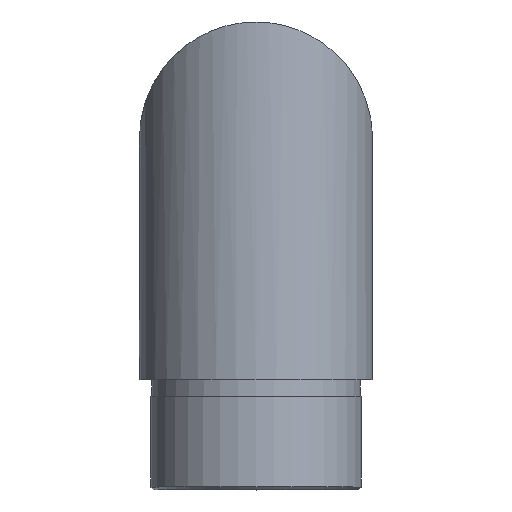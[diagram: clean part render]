
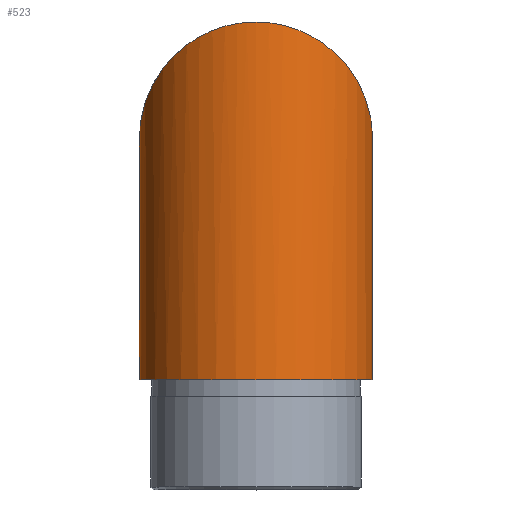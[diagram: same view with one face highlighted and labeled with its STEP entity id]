
A CAD part, top view. The second image highlights one B-rep face of the part: STEP entity #523.
In plain terms, the highlighted cylindrical face has radius 21.2 mm (diameter 42.4 mm), a full revolution.
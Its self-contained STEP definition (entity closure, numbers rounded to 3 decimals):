
#267 = AXIS2_PLACEMENT_3D ( 'NONE', #11111, #2546, #6288 ) ;
#523 = ADVANCED_FACE ( 'NONE', ( #4488, #3887 ), #11274, .T. ) ;
#1082 = VERTEX_POINT ( 'NONE', #10618 ) ;
#1604 = DIRECTION ( 'NONE',  ( 0., -1., 0. ) ) ;
#2462 = ORIENTED_EDGE ( 'NONE', *, *, #12074, .F. ) ;
#2546 = DIRECTION ( 'NONE',  ( 0., 1., 0. ) ) ;
#2549 = CARTESIAN_POINT ( 'NONE',  ( 0., 22.6, -21.2 ) ) ;
#3002 = CARTESIAN_POINT ( 'NONE',  ( 0., 22.6, -21.2 ) ) ;
#3649 =( BOUNDED_CURVE ( )  B_SPLINE_CURVE ( 3, ( #2549, #6291, #5291, #6250, #9213, #8319, #4325 ),
 .UNSPECIFIED., .T., .T. ) 
 B_SPLINE_CURVE_WITH_KNOTS ( ( 4, 3, 4 ),
 ( 0., 3.142, 6.283 ),
 .UNSPECIFIED. ) 
 CURVE ( )  GEOMETRIC_REPRESENTATION_ITEM ( )  RATIONAL_B_SPLINE_CURVE ( ( 1., 0.333, 0.333, 1., 0.333, 0.333, 1. ) ) 
 REPRESENTATION_ITEM ( '' )  );
#3887 = FACE_OUTER_BOUND ( 'NONE', #4807, .T. ) ;
#4325 = CARTESIAN_POINT ( 'NONE',  ( 0., 22.6, -21.2 ) ) ;
#4353 = CIRCLE ( 'NONE', #267, 21.2 ) ;
#4488 = FACE_OUTER_BOUND ( 'NONE', #12332, .T. ) ;
#4636 = EDGE_CURVE ( 'NONE', #1082, #1082, #4353, .T. ) ;
#4807 = EDGE_LOOP ( 'NONE', ( #2462 ) ) ;
#5291 = CARTESIAN_POINT ( 'NONE',  ( -42.4, 65., 21.2 ) ) ;
#6250 = CARTESIAN_POINT ( 'NONE',  ( 0., 65., 21.2 ) ) ;
#6288 = DIRECTION ( 'NONE',  ( 0., 0., 1. ) ) ;
#6291 = CARTESIAN_POINT ( 'NONE',  ( -42.4, 22.6, -21.2 ) ) ;
#6370 = VERTEX_POINT ( 'NONE', #3002 ) ;
#6418 = DIRECTION ( 'NONE',  ( 0., 0., -1. ) ) ;
#8319 = CARTESIAN_POINT ( 'NONE',  ( 42.4, 22.6, -21.2 ) ) ;
#8952 = AXIS2_PLACEMENT_3D ( 'NONE', #9422, #1604, #6418 ) ;
#9213 = CARTESIAN_POINT ( 'NONE',  ( 42.4, 65., 21.2 ) ) ;
#9422 = CARTESIAN_POINT ( 'NONE',  ( 0., 103.763, 0. ) ) ;
#10618 = CARTESIAN_POINT ( 'NONE',  ( 0., 0., 21.2 ) ) ;
#11111 = CARTESIAN_POINT ( 'NONE',  ( 0., 0., 0. ) ) ;
#11274 = CYLINDRICAL_SURFACE ( 'NONE', #8952, 21.2 ) ;
#12074 = EDGE_CURVE ( 'NONE', #6370, #6370, #3649, .T. ) ;
#12272 = ORIENTED_EDGE ( 'NONE', *, *, #4636, .T. ) ;
#12332 = EDGE_LOOP ( 'NONE', ( #12272 ) ) ;
